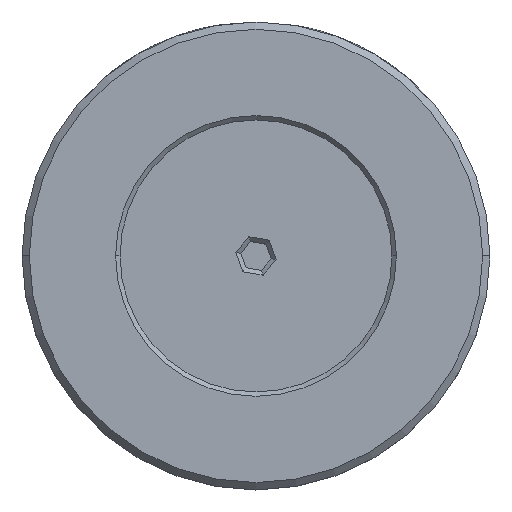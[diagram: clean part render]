
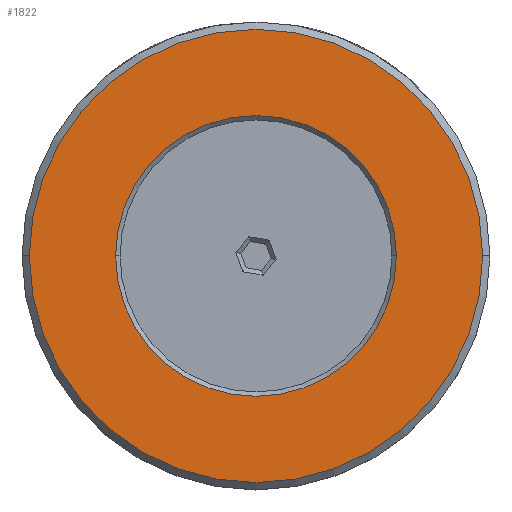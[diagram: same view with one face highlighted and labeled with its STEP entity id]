
A CAD part, top view. The second image highlights one B-rep face of the part: STEP entity #1822.
In plain terms, the highlighted planar face has unit normal (0, 0, 1).
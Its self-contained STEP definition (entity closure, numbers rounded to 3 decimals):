
#5 = FACE_BOUND ( 'NONE', #731, .T. ) ;
#13 = ORIENTED_EDGE ( 'NONE', *, *, #4817, .T. ) ;
#89 = CIRCLE ( 'NONE', #4218, 9.6 ) ;
#584 = FACE_OUTER_BOUND ( 'NONE', #4569, .T. ) ;
#731 = EDGE_LOOP ( 'NONE', ( #13, #5203 ) ) ;
#774 = VERTEX_POINT ( 'NONE', #4433 ) ;
#954 = DIRECTION ( 'NONE',  ( 0., 0., 1. ) ) ;
#963 = VERTEX_POINT ( 'NONE', #5483 ) ;
#965 = AXIS2_PLACEMENT_3D ( 'NONE', #4630, #5136, #1171 ) ;
#977 = VERTEX_POINT ( 'NONE', #3303 ) ;
#1171 = DIRECTION ( 'NONE',  ( 1., 0., 0. ) ) ;
#1393 = CARTESIAN_POINT ( 'NONE',  ( 0., 5.854, 4.7 ) ) ;
#1727 = CARTESIAN_POINT ( 'NONE',  ( 0., 5.854, 4.7 ) ) ;
#1822 = ADVANCED_FACE ( 'NONE', ( #584, #5 ), #3141, .T. ) ;
#1872 = DIRECTION ( 'NONE',  ( 1., 0., 0. ) ) ;
#2348 = EDGE_CURVE ( 'NONE', #4361, #963, #5069, .T. ) ;
#2367 = DIRECTION ( 'NONE',  ( 0., 0., 1. ) ) ;
#2704 = CARTESIAN_POINT ( 'NONE',  ( 0., 5.854, 4.7 ) ) ;
#3141 = PLANE ( 'NONE',  #3698 ) ;
#3239 = ORIENTED_EDGE ( 'NONE', *, *, #3654, .T. ) ;
#3303 = CARTESIAN_POINT ( 'NONE',  ( -9.6, 5.854, 4.7 ) ) ;
#3446 = AXIS2_PLACEMENT_3D ( 'NONE', #1727, #3461, #5127 ) ;
#3461 = DIRECTION ( 'NONE',  ( 0., 0., 1. ) ) ;
#3518 = CARTESIAN_POINT ( 'NONE',  ( 0., -10.146, 4.7 ) ) ;
#3571 = DIRECTION ( 'NONE',  ( 1., 0., 0. ) ) ;
#3636 = CIRCLE ( 'NONE', #965, 9.6 ) ;
#3654 = EDGE_CURVE ( 'NONE', #963, #4361, #3910, .T. ) ;
#3698 = AXIS2_PLACEMENT_3D ( 'NONE', #3518, #954, #1872 ) ;
#3868 = ORIENTED_EDGE ( 'NONE', *, *, #2348, .T. ) ;
#3910 = CIRCLE ( 'NONE', #3446, 15.5 ) ;
#3933 = EDGE_CURVE ( 'NONE', #977, #774, #3636, .T. ) ;
#4218 = AXIS2_PLACEMENT_3D ( 'NONE', #2704, #4891, #3571 ) ;
#4361 = VERTEX_POINT ( 'NONE', #5204 ) ;
#4433 = CARTESIAN_POINT ( 'NONE',  ( 9.6, 5.854, 4.7 ) ) ;
#4569 = EDGE_LOOP ( 'NONE', ( #3239, #3868 ) ) ;
#4630 = CARTESIAN_POINT ( 'NONE',  ( 0., 5.854, 4.7 ) ) ;
#4803 = AXIS2_PLACEMENT_3D ( 'NONE', #1393, #2367, #5352 ) ;
#4817 = EDGE_CURVE ( 'NONE', #774, #977, #89, .T. ) ;
#4891 = DIRECTION ( 'NONE',  ( 0., 0., -1. ) ) ;
#5069 = CIRCLE ( 'NONE', #4803, 15.5 ) ;
#5127 = DIRECTION ( 'NONE',  ( 1., 0., 0. ) ) ;
#5136 = DIRECTION ( 'NONE',  ( 0., 0., -1. ) ) ;
#5203 = ORIENTED_EDGE ( 'NONE', *, *, #3933, .T. ) ;
#5204 = CARTESIAN_POINT ( 'NONE',  ( 15.5, 5.854, 4.7 ) ) ;
#5352 = DIRECTION ( 'NONE',  ( 1., 0., 0. ) ) ;
#5483 = CARTESIAN_POINT ( 'NONE',  ( -15.5, 5.854, 4.7 ) ) ;
